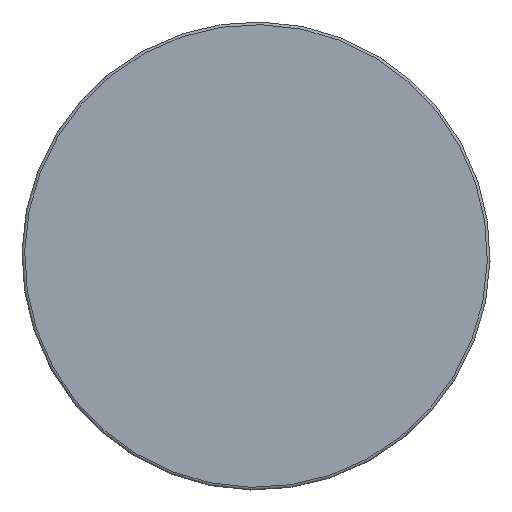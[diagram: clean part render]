
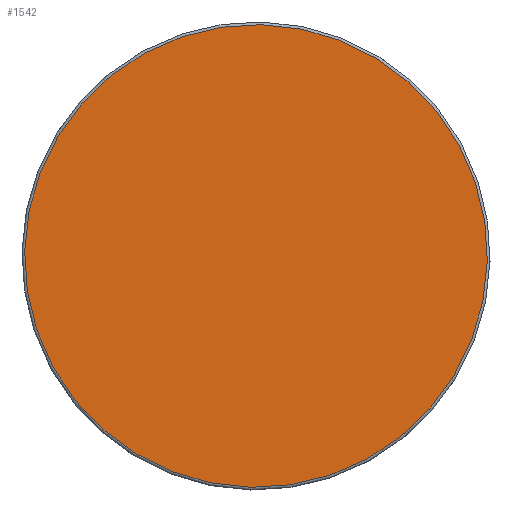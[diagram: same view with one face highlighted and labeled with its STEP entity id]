
A CAD part, front view. The second image highlights one B-rep face of the part: STEP entity #1542.
In plain terms, the highlighted planar face has unit normal (0, -1, 0).
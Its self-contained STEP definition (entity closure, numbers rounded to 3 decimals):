
#101=PLANE('',#1745);
#199=FACE_OUTER_BOUND('',#306,.T.);
#306=EDGE_LOOP('',(#1238,#1239));
#531=CIRCLE('',#1746,86.5);
#532=CIRCLE('',#1747,86.5);
#674=VERTEX_POINT('',#2794);
#675=VERTEX_POINT('',#2795);
#870=EDGE_CURVE('',#674,#675,#531,.T.);
#871=EDGE_CURVE('',#675,#674,#532,.T.);
#1238=ORIENTED_EDGE('',*,*,#870,.F.);
#1239=ORIENTED_EDGE('',*,*,#871,.F.);
#1542=ADVANCED_FACE('',(#199),#101,.T.);
#1745=AXIS2_PLACEMENT_3D('',#2793,#2159,#2160);
#1746=AXIS2_PLACEMENT_3D('',#2796,#2161,#2162);
#1747=AXIS2_PLACEMENT_3D('',#2797,#2163,#2164);
#2159=DIRECTION('center_axis',(0.,-1.,0.));
#2160=DIRECTION('ref_axis',(-0.198,0.,-0.98));
#2161=DIRECTION('center_axis',(0.,1.,0.));
#2162=DIRECTION('ref_axis',(-0.98,0.,0.198));
#2163=DIRECTION('center_axis',(0.,1.,0.));
#2164=DIRECTION('ref_axis',(-0.98,0.,0.198));
#2793=CARTESIAN_POINT('Origin',(64.154,-13.238,100.549));
#2794=CARTESIAN_POINT('',(21.757,-13.238,109.098));
#2795=CARTESIAN_POINT('',(89.453,-13.238,7.207));
#2796=CARTESIAN_POINT('Origin',(106.551,-13.238,92.));
#2797=CARTESIAN_POINT('Origin',(106.551,-13.238,92.));
